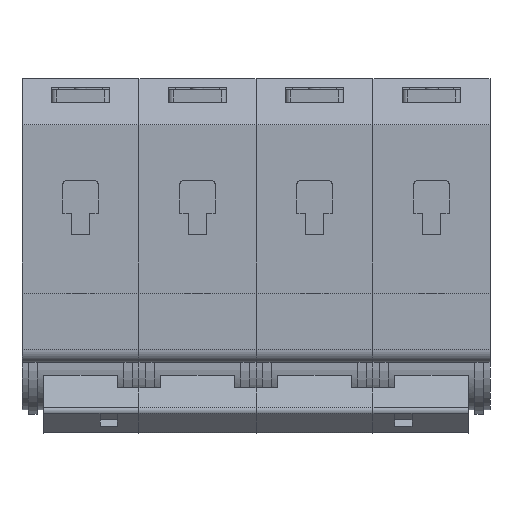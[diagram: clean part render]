
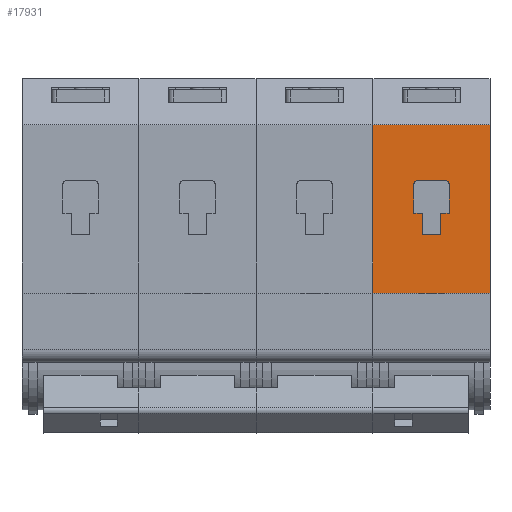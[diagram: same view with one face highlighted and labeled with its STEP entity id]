
A CAD part, front view. The second image highlights one B-rep face of the part: STEP entity #17931.
In plain terms, the highlighted planar face has unit normal (0, -1, 0).
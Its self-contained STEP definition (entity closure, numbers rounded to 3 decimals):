
#60 = CARTESIAN_POINT ( 'NONE',  ( 3.075, -45., 3. ) ) ;
#340 = EDGE_CURVE ( 'NONE', #15094, #2160, #14661, .T. ) ;
#694 = ORIENTED_EDGE ( 'NONE', *, *, #5939, .F. ) ;
#702 = ORIENTED_EDGE ( 'NONE', *, *, #8894, .T. ) ;
#715 = CARTESIAN_POINT ( 'NONE',  ( 13.5, -45., -22. ) ) ;
#895 = VERTEX_POINT ( 'NONE', #13862 ) ;
#1069 = LINE ( 'NONE', #7365, #19883 ) ;
#1348 = CARTESIAN_POINT ( 'NONE',  ( -2.1, -45., -8.5 ) ) ;
#1589 = DIRECTION ( 'NONE',  ( 0., 0., -1. ) ) ;
#1797 = CARTESIAN_POINT ( 'NONE',  ( 2.1, -45., -8.5 ) ) ;
#2057 = FACE_OUTER_BOUND ( 'NONE', #10728, .T. ) ;
#2160 = VERTEX_POINT ( 'NONE', #715 ) ;
#2272 = CARTESIAN_POINT ( 'NONE',  ( 4.075, -45., -3.6 ) ) ;
#2309 = ORIENTED_EDGE ( 'NONE', *, *, #16110, .F. ) ;
#2572 = VECTOR ( 'NONE', #5421, 1000. ) ;
#2692 = CARTESIAN_POINT ( 'NONE',  ( 13.5, -45., 16.804 ) ) ;
#2991 = ORIENTED_EDGE ( 'NONE', *, *, #7161, .F. ) ;
#3526 = CARTESIAN_POINT ( 'NONE',  ( 2.1, -45., -3.6 ) ) ;
#3591 = DIRECTION ( 'NONE',  ( 0., 0., 1. ) ) ;
#3745 = LINE ( 'NONE', #6599, #19120 ) ;
#3772 = CARTESIAN_POINT ( 'NONE',  ( 3.075, -45., 4. ) ) ;
#3849 = ORIENTED_EDGE ( 'NONE', *, *, #16763, .F. ) ;
#3852 = CARTESIAN_POINT ( 'NONE',  ( 2.1, -45., -8.5 ) ) ;
#3874 = CARTESIAN_POINT ( 'NONE',  ( -13.5, -45., 22. ) ) ;
#4079 = EDGE_CURVE ( 'NONE', #5003, #10256, #6662, .T. ) ;
#4155 = VERTEX_POINT ( 'NONE', #4944 ) ;
#4185 = CARTESIAN_POINT ( 'NONE',  ( -13.5, -45., 16.804 ) ) ;
#4200 = LINE ( 'NONE', #13690, #11917 ) ;
#4914 = DIRECTION ( 'NONE',  ( 0., -1., 0. ) ) ;
#4944 = CARTESIAN_POINT ( 'NONE',  ( 4.075, -45., -3.6 ) ) ;
#5003 = VERTEX_POINT ( 'NONE', #4185 ) ;
#5054 = DIRECTION ( 'NONE',  ( -1., 0., 0. ) ) ;
#5421 = DIRECTION ( 'NONE',  ( 0., 0., -1. ) ) ;
#5678 = FACE_BOUND ( 'NONE', #13702, .T. ) ;
#5706 = VECTOR ( 'NONE', #3591, 1000. ) ;
#5939 = EDGE_CURVE ( 'NONE', #895, #18021, #13126, .T. ) ;
#6469 = DIRECTION ( 'NONE',  ( 0., 0., -1. ) ) ;
#6578 = ORIENTED_EDGE ( 'NONE', *, *, #11519, .F. ) ;
#6599 = CARTESIAN_POINT ( 'NONE',  ( -13.5, -45., 16.804 ) ) ;
#6662 = LINE ( 'NONE', #3874, #2572 ) ;
#6718 = ORIENTED_EDGE ( 'NONE', *, *, #7462, .F. ) ;
#7161 = EDGE_CURVE ( 'NONE', #8704, #15178, #1069, .T. ) ;
#7242 = ORIENTED_EDGE ( 'NONE', *, *, #18299, .F. ) ;
#7365 = CARTESIAN_POINT ( 'NONE',  ( -2.1, -45., -3.6 ) ) ;
#7462 = EDGE_CURVE ( 'NONE', #15867, #16569, #9782, .T. ) ;
#7491 = LINE ( 'NONE', #1348, #19267 ) ;
#7663 = VECTOR ( 'NONE', #8529, 1000. ) ;
#7933 = PLANE ( 'NONE',  #15701 ) ;
#8074 = EDGE_CURVE ( 'NONE', #15094, #5003, #3745, .T. ) ;
#8117 = DIRECTION ( 'NONE',  ( 0., 0., 1. ) ) ;
#8217 = VERTEX_POINT ( 'NONE', #16463 ) ;
#8513 = CARTESIAN_POINT ( 'NONE',  ( -4.075, -45., -3.6 ) ) ;
#8529 = DIRECTION ( 'NONE',  ( -1., 0., 0. ) ) ;
#8572 = VERTEX_POINT ( 'NONE', #11276 ) ;
#8704 = VERTEX_POINT ( 'NONE', #8513 ) ;
#8882 = AXIS2_PLACEMENT_3D ( 'NONE', #60, #10814, #1589 ) ;
#8894 = EDGE_CURVE ( 'NONE', #10256, #2160, #4200, .T. ) ;
#8924 = DIRECTION ( 'NONE',  ( 1., 0., 0. ) ) ;
#9479 = DIRECTION ( 'NONE',  ( 0., 0., -1. ) ) ;
#9589 = VECTOR ( 'NONE', #6469, 1000. ) ;
#9782 = LINE ( 'NONE', #14348, #5706 ) ;
#9880 = DIRECTION ( 'NONE',  ( 1., 0., 0. ) ) ;
#9902 = EDGE_CURVE ( 'NONE', #13023, #8217, #10677, .T. ) ;
#10149 = CARTESIAN_POINT ( 'NONE',  ( -4.075, -45., -3.6 ) ) ;
#10256 = VERTEX_POINT ( 'NONE', #17997 ) ;
#10677 = CIRCLE ( 'NONE', #12807, 1. ) ;
#10728 = EDGE_LOOP ( 'NONE', ( #12229, #15786, #16129, #702 ) ) ;
#10814 = DIRECTION ( 'NONE',  ( 0., -1., 0. ) ) ;
#11005 = LINE ( 'NONE', #15775, #15109 ) ;
#11276 = CARTESIAN_POINT ( 'NONE',  ( -2.1, -45., -8.5 ) ) ;
#11313 = CARTESIAN_POINT ( 'NONE',  ( -3.075, -45., 4. ) ) ;
#11473 = ORIENTED_EDGE ( 'NONE', *, *, #9902, .F. ) ;
#11519 = EDGE_CURVE ( 'NONE', #15178, #8572, #7491, .T. ) ;
#11685 = LINE ( 'NONE', #3852, #19348 ) ;
#11783 = LINE ( 'NONE', #14659, #7663 ) ;
#11917 = VECTOR ( 'NONE', #15229, 1000. ) ;
#12084 = DIRECTION ( 'NONE',  ( 0., 0., -1. ) ) ;
#12115 = CARTESIAN_POINT ( 'NONE',  ( -2.1, -45., -3.6 ) ) ;
#12229 = ORIENTED_EDGE ( 'NONE', *, *, #340, .F. ) ;
#12807 = AXIS2_PLACEMENT_3D ( 'NONE', #14125, #4914, #15662 ) ;
#13023 = VERTEX_POINT ( 'NONE', #11313 ) ;
#13080 = DIRECTION ( 'NONE',  ( 1., 0., 0. ) ) ;
#13126 = CIRCLE ( 'NONE', #8882, 1. ) ;
#13604 = EDGE_CURVE ( 'NONE', #16569, #4155, #17851, .T. ) ;
#13690 = CARTESIAN_POINT ( 'NONE',  ( -13.5, -45., -22. ) ) ;
#13702 = EDGE_LOOP ( 'NONE', ( #6718, #7242, #6578, #2991, #16136, #11473, #2309, #694, #3849, #15752 ) ) ;
#13776 = VECTOR ( 'NONE', #9880, 1000. ) ;
#13862 = CARTESIAN_POINT ( 'NONE',  ( 4.075, -45., 3. ) ) ;
#14048 = VECTOR ( 'NONE', #17799, 1000. ) ;
#14125 = CARTESIAN_POINT ( 'NONE',  ( -3.075, -45., 3. ) ) ;
#14348 = CARTESIAN_POINT ( 'NONE',  ( 2.1, -45., -8.5 ) ) ;
#14659 = CARTESIAN_POINT ( 'NONE',  ( 3.075, -45., 4. ) ) ;
#14661 = LINE ( 'NONE', #17195, #9589 ) ;
#15094 = VERTEX_POINT ( 'NONE', #2692 ) ;
#15109 = VECTOR ( 'NONE', #8117, 1000. ) ;
#15178 = VERTEX_POINT ( 'NONE', #12115 ) ;
#15229 = DIRECTION ( 'NONE',  ( 1., 0., 0. ) ) ;
#15602 = CARTESIAN_POINT ( 'NONE',  ( -13.5, -45., 22. ) ) ;
#15662 = DIRECTION ( 'NONE',  ( 0., 0., -1. ) ) ;
#15701 = AXIS2_PLACEMENT_3D ( 'NONE', #15602, #18684, #9479 ) ;
#15752 = ORIENTED_EDGE ( 'NONE', *, *, #13604, .F. ) ;
#15775 = CARTESIAN_POINT ( 'NONE',  ( 4.075, -45., -3.6 ) ) ;
#15786 = ORIENTED_EDGE ( 'NONE', *, *, #8074, .T. ) ;
#15867 = VERTEX_POINT ( 'NONE', #1797 ) ;
#16110 = EDGE_CURVE ( 'NONE', #18021, #13023, #11783, .T. ) ;
#16129 = ORIENTED_EDGE ( 'NONE', *, *, #4079, .T. ) ;
#16136 = ORIENTED_EDGE ( 'NONE', *, *, #19007, .F. ) ;
#16463 = CARTESIAN_POINT ( 'NONE',  ( -4.075, -45., 3. ) ) ;
#16569 = VERTEX_POINT ( 'NONE', #3526 ) ;
#16763 = EDGE_CURVE ( 'NONE', #4155, #895, #11005, .T. ) ;
#17195 = CARTESIAN_POINT ( 'NONE',  ( 13.5, -45., 22. ) ) ;
#17799 = DIRECTION ( 'NONE',  ( 0., 0., -1. ) ) ;
#17851 = LINE ( 'NONE', #2272, #13776 ) ;
#17931 = ADVANCED_FACE ( 'NONE', ( #5678, #2057 ), #7933, .T. ) ;
#17997 = CARTESIAN_POINT ( 'NONE',  ( -13.5, -45., -22. ) ) ;
#18021 = VERTEX_POINT ( 'NONE', #3772 ) ;
#18299 = EDGE_CURVE ( 'NONE', #8572, #15867, #11685, .T. ) ;
#18594 = LINE ( 'NONE', #10149, #14048 ) ;
#18684 = DIRECTION ( 'NONE',  ( 0., -1., 0. ) ) ;
#19007 = EDGE_CURVE ( 'NONE', #8217, #8704, #18594, .T. ) ;
#19120 = VECTOR ( 'NONE', #5054, 1000. ) ;
#19267 = VECTOR ( 'NONE', #12084, 1000. ) ;
#19348 = VECTOR ( 'NONE', #13080, 1000. ) ;
#19883 = VECTOR ( 'NONE', #8924, 1000. ) ;
